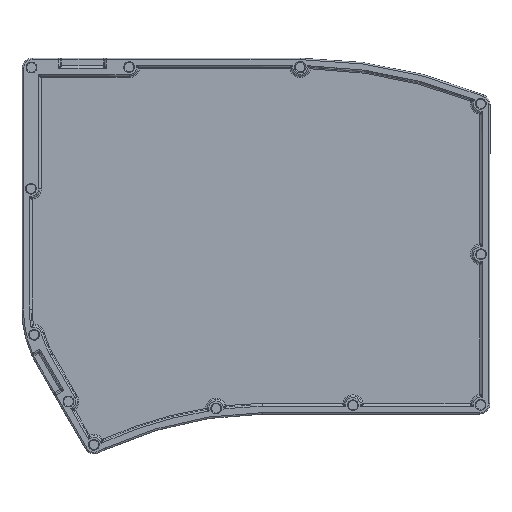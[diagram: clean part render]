
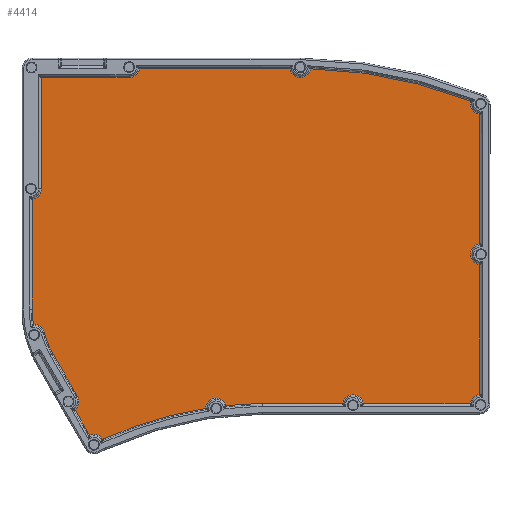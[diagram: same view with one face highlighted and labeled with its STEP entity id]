
A CAD part, top view. The second image highlights one B-rep face of the part: STEP entity #4414.
In plain terms, the highlighted planar face has unit normal (0, 0, 1).
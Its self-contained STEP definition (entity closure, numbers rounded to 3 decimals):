
#411=PLANE('',#4843);
#519=FACE_OUTER_BOUND('',#844,.T.);
#844=EDGE_LOOP('',(#3325,#3326,#3327,#3328,#3329,#3330,#3331,#3332,#3333,
#3334,#3335,#3336,#3337,#3338,#3339,#3340,#3341,#3342,#3343,#3344,#3345,
#3346,#3347,#3348,#3349,#3350));
#1167=LINE('',#7305,#1419);
#1179=LINE('',#7440,#1431);
#1187=LINE('',#7475,#1439);
#1188=LINE('',#7485,#1440);
#1189=LINE('',#7489,#1441);
#1190=LINE('',#7499,#1442);
#1191=LINE('',#7503,#1443);
#1192=LINE('',#7507,#1444);
#1193=LINE('',#7511,#1445);
#1194=LINE('',#7519,#1446);
#1419=VECTOR('',#5678,10.);
#1431=VECTOR('',#5734,10.);
#1439=VECTOR('',#5746,0.5);
#1440=VECTOR('',#5757,10.);
#1441=VECTOR('',#5760,10.);
#1442=VECTOR('',#5769,10.);
#1443=VECTOR('',#5772,10.);
#1444=VECTOR('',#5775,10.);
#1445=VECTOR('',#5778,10.);
#1446=VECTOR('',#5785,10.);
#1675=CIRCLE('',#4820,3.5);
#1686=CIRCLE('',#4844,32.565);
#1687=CIRCLE('',#4845,3.5);
#1688=CIRCLE('',#4846,29.565);
#1689=CIRCLE('',#4847,3.5);
#1690=CIRCLE('',#4848,3.5);
#1691=CIRCLE('',#4849,132.682);
#1692=CIRCLE('',#4850,3.5);
#1693=CIRCLE('',#4851,132.682);
#1694=CIRCLE('',#4852,3.5);
#1695=CIRCLE('',#4853,3.5);
#1696=CIRCLE('',#4854,3.5);
#1697=CIRCLE('',#4855,3.5);
#1698=CIRCLE('',#4856,158.423);
#1699=CIRCLE('',#4857,3.5);
#1700=CIRCLE('',#4858,3.5);
#2039=VERTEX_POINT('',#7299);
#2041=VERTEX_POINT('',#7303);
#2042=VERTEX_POINT('',#7307);
#2055=VERTEX_POINT('',#7438);
#2065=VERTEX_POINT('',#7474);
#2066=VERTEX_POINT('',#7478);
#2067=VERTEX_POINT('',#7480);
#2068=VERTEX_POINT('',#7482);
#2069=VERTEX_POINT('',#7484);
#2070=VERTEX_POINT('',#7486);
#2071=VERTEX_POINT('',#7488);
#2072=VERTEX_POINT('',#7490);
#2073=VERTEX_POINT('',#7492);
#2074=VERTEX_POINT('',#7494);
#2075=VERTEX_POINT('',#7496);
#2076=VERTEX_POINT('',#7498);
#2077=VERTEX_POINT('',#7500);
#2078=VERTEX_POINT('',#7502);
#2079=VERTEX_POINT('',#7504);
#2080=VERTEX_POINT('',#7506);
#2081=VERTEX_POINT('',#7508);
#2082=VERTEX_POINT('',#7510);
#2083=VERTEX_POINT('',#7512);
#2084=VERTEX_POINT('',#7514);
#2085=VERTEX_POINT('',#7516);
#2086=VERTEX_POINT('',#7518);
#2480=EDGE_CURVE('',#2039,#2041,#1167,.T.);
#2482=EDGE_CURVE('',#2041,#2042,#1675,.T.);
#2506=EDGE_CURVE('',#2042,#2055,#1179,.T.);
#2517=EDGE_CURVE('',#2065,#2039,#1187,.T.);
#2519=EDGE_CURVE('',#2055,#2066,#1686,.T.);
#2520=EDGE_CURVE('',#2066,#2067,#1687,.T.);
#2521=EDGE_CURVE('',#2067,#2068,#1688,.T.);
#2522=EDGE_CURVE('',#2068,#2069,#1188,.T.);
#2523=EDGE_CURVE('',#2069,#2070,#1689,.T.);
#2524=EDGE_CURVE('',#2070,#2071,#1189,.T.);
#2525=EDGE_CURVE('',#2071,#2072,#1690,.T.);
#2526=EDGE_CURVE('',#2072,#2073,#1691,.T.);
#2527=EDGE_CURVE('',#2073,#2074,#1692,.T.);
#2528=EDGE_CURVE('',#2074,#2075,#1693,.T.);
#2529=EDGE_CURVE('',#2075,#2076,#1190,.T.);
#2530=EDGE_CURVE('',#2076,#2077,#1694,.T.);
#2531=EDGE_CURVE('',#2077,#2078,#1191,.T.);
#2532=EDGE_CURVE('',#2078,#2079,#1695,.T.);
#2533=EDGE_CURVE('',#2079,#2080,#1192,.T.);
#2534=EDGE_CURVE('',#2080,#2081,#1696,.T.);
#2535=EDGE_CURVE('',#2081,#2082,#1193,.T.);
#2536=EDGE_CURVE('',#2082,#2083,#1697,.T.);
#2537=EDGE_CURVE('',#2083,#2084,#1698,.T.);
#2538=EDGE_CURVE('',#2084,#2085,#1699,.T.);
#2539=EDGE_CURVE('',#2085,#2086,#1194,.T.);
#2540=EDGE_CURVE('',#2086,#2065,#1700,.T.);
#3325=ORIENTED_EDGE('',*,*,#2480,.T.);
#3326=ORIENTED_EDGE('',*,*,#2482,.T.);
#3327=ORIENTED_EDGE('',*,*,#2506,.T.);
#3328=ORIENTED_EDGE('',*,*,#2519,.T.);
#3329=ORIENTED_EDGE('',*,*,#2520,.T.);
#3330=ORIENTED_EDGE('',*,*,#2521,.T.);
#3331=ORIENTED_EDGE('',*,*,#2522,.T.);
#3332=ORIENTED_EDGE('',*,*,#2523,.T.);
#3333=ORIENTED_EDGE('',*,*,#2524,.T.);
#3334=ORIENTED_EDGE('',*,*,#2525,.T.);
#3335=ORIENTED_EDGE('',*,*,#2526,.T.);
#3336=ORIENTED_EDGE('',*,*,#2527,.T.);
#3337=ORIENTED_EDGE('',*,*,#2528,.T.);
#3338=ORIENTED_EDGE('',*,*,#2529,.T.);
#3339=ORIENTED_EDGE('',*,*,#2530,.T.);
#3340=ORIENTED_EDGE('',*,*,#2531,.T.);
#3341=ORIENTED_EDGE('',*,*,#2532,.T.);
#3342=ORIENTED_EDGE('',*,*,#2533,.T.);
#3343=ORIENTED_EDGE('',*,*,#2534,.T.);
#3344=ORIENTED_EDGE('',*,*,#2535,.T.);
#3345=ORIENTED_EDGE('',*,*,#2536,.T.);
#3346=ORIENTED_EDGE('',*,*,#2537,.T.);
#3347=ORIENTED_EDGE('',*,*,#2538,.T.);
#3348=ORIENTED_EDGE('',*,*,#2539,.T.);
#3349=ORIENTED_EDGE('',*,*,#2540,.T.);
#3350=ORIENTED_EDGE('',*,*,#2517,.T.);
#4414=ADVANCED_FACE('',(#519),#411,.F.);
#4820=AXIS2_PLACEMENT_3D('',#7310,#5683,#5684);
#4843=AXIS2_PLACEMENT_3D('',#7477,#5749,#5750);
#4844=AXIS2_PLACEMENT_3D('',#7479,#5751,#5752);
#4845=AXIS2_PLACEMENT_3D('',#7481,#5753,#5754);
#4846=AXIS2_PLACEMENT_3D('',#7483,#5755,#5756);
#4847=AXIS2_PLACEMENT_3D('',#7487,#5758,#5759);
#4848=AXIS2_PLACEMENT_3D('',#7491,#5761,#5762);
#4849=AXIS2_PLACEMENT_3D('',#7493,#5763,#5764);
#4850=AXIS2_PLACEMENT_3D('',#7495,#5765,#5766);
#4851=AXIS2_PLACEMENT_3D('',#7497,#5767,#5768);
#4852=AXIS2_PLACEMENT_3D('',#7501,#5770,#5771);
#4853=AXIS2_PLACEMENT_3D('',#7505,#5773,#5774);
#4854=AXIS2_PLACEMENT_3D('',#7509,#5776,#5777);
#4855=AXIS2_PLACEMENT_3D('',#7513,#5779,#5780);
#4856=AXIS2_PLACEMENT_3D('',#7515,#5781,#5782);
#4857=AXIS2_PLACEMENT_3D('',#7517,#5783,#5784);
#4858=AXIS2_PLACEMENT_3D('',#7520,#5786,#5787);
#5678=DIRECTION('',(0.,-1.,0.));
#5683=DIRECTION('center_axis',(0.,0.,-1.));
#5684=DIRECTION('ref_axis',(0.764,-0.645,0.));
#5734=DIRECTION('',(0.,-1.,0.));
#5746=DIRECTION('',(-1.,0.,0.));
#5749=DIRECTION('center_axis',(0.,0.,-1.));
#5750=DIRECTION('ref_axis',(-1.,0.,0.));
#5751=DIRECTION('center_axis',(0.,0.,1.));
#5752=DIRECTION('ref_axis',(-0.997,-0.075,0.));
#5753=DIRECTION('center_axis',(0.,0.,-1.));
#5754=DIRECTION('ref_axis',(0.527,0.85,0.));
#5755=DIRECTION('center_axis',(0.,0.,1.));
#5756=DIRECTION('ref_axis',(-0.927,-0.375,0.));
#5757=DIRECTION('',(0.5,-0.866,0.));
#5758=DIRECTION('center_axis',(0.,0.,-1.));
#5759=DIRECTION('ref_axis',(0.966,-0.259,0.));
#5760=DIRECTION('',(0.5,-0.866,0.));
#5761=DIRECTION('center_axis',(0.,0.,-1.));
#5762=DIRECTION('ref_axis',(0.295,0.956,0.));
#5763=DIRECTION('center_axis',(0.,0.,-1.));
#5764=DIRECTION('ref_axis',(-0.288,0.958,0.));
#5765=DIRECTION('center_axis',(0.,0.,-1.));
#5766=DIRECTION('ref_axis',(-0.129,0.992,0.));
#5767=DIRECTION('center_axis',(0.,0.,-1.));
#5768=DIRECTION('ref_axis',(-0.059,0.998,0.));
#5769=DIRECTION('',(1.,0.,0.));
#5770=DIRECTION('center_axis',(0.,0.,-1.));
#5771=DIRECTION('ref_axis',(0.,1.,0.));
#5772=DIRECTION('',(1.,0.,0.));
#5773=DIRECTION('center_axis',(0.,0.,-1.));
#5774=DIRECTION('ref_axis',(-0.707,0.707,0.));
#5775=DIRECTION('',(0.,1.,0.));
#5776=DIRECTION('center_axis',(0.,0.,-1.));
#5777=DIRECTION('ref_axis',(-1.,0.,0.));
#5778=DIRECTION('',(0.,1.,0.));
#5779=DIRECTION('center_axis',(0.,0.,-1.));
#5780=DIRECTION('ref_axis',(-0.83,-0.558,0.));
#5781=DIRECTION('center_axis',(0.,0.,1.));
#5782=DIRECTION('ref_axis',(0.198,0.98,0.));
#5783=DIRECTION('center_axis',(0.,0.,-1.));
#5784=DIRECTION('ref_axis',(-0.006,-1.,0.));
#5785=DIRECTION('',(-1.,0.,0.));
#5786=DIRECTION('center_axis',(0.,0.,-1.));
#5787=DIRECTION('ref_axis',(0.707,-0.707,0.));
#7299=CARTESIAN_POINT('',(-154.407,-9.398,3.));
#7303=CARTESIAN_POINT('',(-154.407,-46.706,3.));
#7305=CARTESIAN_POINT('',(-154.407,-39.062,3.));
#7307=CARTESIAN_POINT('',(-157.407,-50.17,3.));
#7310=CARTESIAN_POINT('Origin',(-157.907,-46.706,3.));
#7438=CARTESIAN_POINT('',(-157.407,-87.017,3.));
#7440=CARTESIAN_POINT('',(-157.407,-59.466,3.));
#7474=CARTESIAN_POINT('',(-125.,-9.398,3.));
#7475=CARTESIAN_POINT('',(-75.047,-9.398,3.));
#7477=CARTESIAN_POINT('Origin',(-82.454,-69.225,3.));
#7478=CARTESIAN_POINT('',(-157.057,-92.162,3.));
#7479=CARTESIAN_POINT('Origin',(-124.844,-87.386,3.));
#7480=CARTESIAN_POINT('',(-153.469,-94.781,3.));
#7481=CARTESIAN_POINT('Origin',(-156.858,-95.656,3.));
#7482=CARTESIAN_POINT('',(-150.553,-101.985,3.));
#7483=CARTESIAN_POINT('Origin',(-124.844,-87.386,3.));
#7484=CARTESIAN_POINT('',(-142.305,-116.263,3.));
#7485=CARTESIAN_POINT('',(-149.129,-104.451,3.));
#7486=CARTESIAN_POINT('',(-143.17,-120.763,3.));
#7487=CARTESIAN_POINT('Origin',(-145.335,-118.014,3.));
#7488=CARTESIAN_POINT('',(-138.22,-129.333,3.));
#7489=CARTESIAN_POINT('',(-146.852,-114.39,3.));
#7490=CARTESIAN_POINT('',(-133.814,-130.698,3.));
#7491=CARTESIAN_POINT('Origin',(-136.796,-132.53,3.));
#7492=CARTESIAN_POINT('',(-99.31,-120.333,3.));
#7493=CARTESIAN_POINT('Origin',(-78.743,-251.411,3.));
#7494=CARTESIAN_POINT('',(-92.427,-119.436,3.));
#7495=CARTESIAN_POINT('Origin',(-95.81,-120.335,3.));
#7496=CARTESIAN_POINT('',(-80.321,-118.738,3.));
#7497=CARTESIAN_POINT('Origin',(-78.743,-251.411,3.));
#7498=CARTESIAN_POINT('',(-53.417,-118.739,3.));
#7499=CARTESIAN_POINT('',(-81.387,-118.738,3.));
#7500=CARTESIAN_POINT('',(-46.489,-118.739,3.));
#7501=CARTESIAN_POINT('Origin',(-49.953,-119.239,3.));
#7502=CARTESIAN_POINT('',(-10.629,-118.74,3.));
#7503=CARTESIAN_POINT('',(-64.704,-118.739,3.));
#7504=CARTESIAN_POINT('',(-7.5,-115.611,3.));
#7505=CARTESIAN_POINT('Origin',(-7.146,-119.093,3.));
#7506=CARTESIAN_POINT('',(-7.5,-72.07,3.));
#7507=CARTESIAN_POINT('',(-7.5,-92.661,3.));
#7508=CARTESIAN_POINT('',(-7.5,-65.142,3.));
#7509=CARTESIAN_POINT('Origin',(-7.,-68.606,3.));
#7510=CARTESIAN_POINT('',(-7.5,-21.672,3.));
#7511=CARTESIAN_POINT('',(-7.5,-68.515,3.));
#7512=CARTESIAN_POINT('',(-10.46,-17.28,3.));
#7513=CARTESIAN_POINT('Origin',(-7.082,-18.197,3.));
#7514=CARTESIAN_POINT('',(-64.178,-6.447,3.));
#7515=CARTESIAN_POINT('Origin',(-68.164,-164.82,3.));
#7516=CARTESIAN_POINT('',(-71.099,-6.398,3.));
#7517=CARTESIAN_POINT('Origin',(-67.635,-5.898,3.));
#7518=CARTESIAN_POINT('',(-121.536,-6.398,3.));
#7519=CARTESIAN_POINT('',(-76.545,-6.398,3.));
#7520=CARTESIAN_POINT('Origin',(-125.,-5.898,3.));
